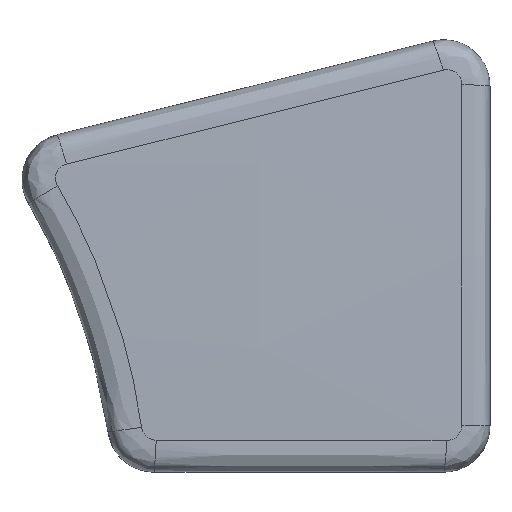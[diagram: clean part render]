
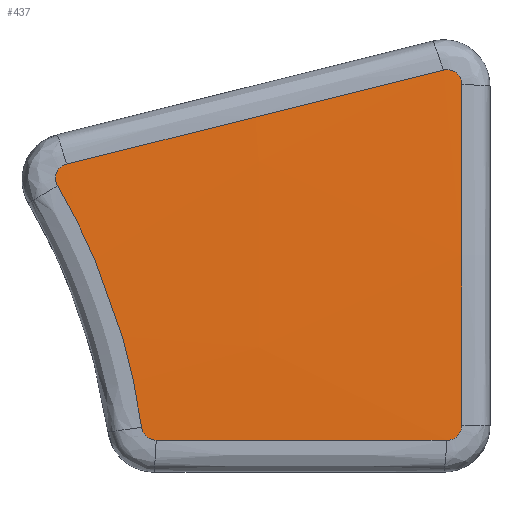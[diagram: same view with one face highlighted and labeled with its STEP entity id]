
A CAD part, top view. The second image highlights one B-rep face of the part: STEP entity #437.
In plain terms, the highlighted spherical face has radius 425 mm.
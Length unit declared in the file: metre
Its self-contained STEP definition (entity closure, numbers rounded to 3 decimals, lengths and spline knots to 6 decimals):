
#27=SPHERICAL_SURFACE('',#494,0.425);
#59=B_SPLINE_CURVE_WITH_KNOTS('',3,(#722,#723,#724,#725),.UNSPECIFIED.,
 .F.,.F.,(4,4),(0.,1.),.UNSPECIFIED.);
#60=B_SPLINE_CURVE_WITH_KNOTS('',3,(#728,#729,#730,#731),.UNSPECIFIED.,
 .F.,.F.,(4,4),(0.,1.),.UNSPECIFIED.);
#61=B_SPLINE_CURVE_WITH_KNOTS('',3,(#733,#734,#735,#736),.UNSPECIFIED.,
 .F.,.F.,(4,4),(0.,1.),.UNSPECIFIED.);
#62=B_SPLINE_CURVE_WITH_KNOTS('',3,(#738,#739,#740,#741),.UNSPECIFIED.,
 .F.,.F.,(4,4),(0.,1.),.UNSPECIFIED.);
#63=B_SPLINE_CURVE_WITH_KNOTS('',3,(#743,#744,#745,#746,#747),
 .UNSPECIFIED.,.F.,.F.,(4,1,4),(0.,0.5,1.),.UNSPECIFIED.);
#64=B_SPLINE_CURVE_WITH_KNOTS('',3,(#749,#750,#751,#752),.UNSPECIFIED.,
 .F.,.F.,(4,4),(0.,1.),.UNSPECIFIED.);
#65=B_SPLINE_CURVE_WITH_KNOTS('',3,(#754,#755,#756,#757,#758),
 .UNSPECIFIED.,.F.,.F.,(4,1,4),(0.,0.499999,0.999998),
 .UNSPECIFIED.);
#66=B_SPLINE_CURVE_WITH_KNOTS('',3,(#760,#761,#762,#763),.UNSPECIFIED.,
 .F.,.F.,(4,4),(0.,1.),.UNSPECIFIED.);
#117=ORIENTED_EDGE('',*,*,#233,.T.);
#118=ORIENTED_EDGE('',*,*,#234,.T.);
#119=ORIENTED_EDGE('',*,*,#235,.T.);
#120=ORIENTED_EDGE('',*,*,#236,.T.);
#121=ORIENTED_EDGE('',*,*,#237,.T.);
#122=ORIENTED_EDGE('',*,*,#238,.T.);
#123=ORIENTED_EDGE('',*,*,#239,.T.);
#124=ORIENTED_EDGE('',*,*,#240,.T.);
#233=EDGE_CURVE('',#287,#288,#59,.T.);
#234=EDGE_CURVE('',#288,#289,#60,.T.);
#235=EDGE_CURVE('',#289,#290,#61,.T.);
#236=EDGE_CURVE('',#290,#291,#62,.T.);
#237=EDGE_CURVE('',#291,#292,#63,.T.);
#238=EDGE_CURVE('',#292,#293,#64,.T.);
#239=EDGE_CURVE('',#293,#294,#65,.T.);
#240=EDGE_CURVE('',#294,#287,#66,.T.);
#287=VERTEX_POINT('',#726);
#288=VERTEX_POINT('',#727);
#289=VERTEX_POINT('',#732);
#290=VERTEX_POINT('',#737);
#291=VERTEX_POINT('',#742);
#292=VERTEX_POINT('',#748);
#293=VERTEX_POINT('',#753);
#294=VERTEX_POINT('',#759);
#354=EDGE_LOOP('',(#117,#118,#119,#120,#121,#122,#123,#124));
#392=FACE_BOUND('',#354,.T.);
#437=ADVANCED_FACE('',(#392),#27,.T.);
#494=AXIS2_PLACEMENT_3D('',#721,#571,#572);
#571=DIRECTION('',(1.,0.,0.));
#572=DIRECTION('',(0.,0.,1.));
#721=CARTESIAN_POINT('',(0.038795,-0.00334,-0.387661));
#722=CARTESIAN_POINT('',(0.068726,0.000879,0.036263));
#723=CARTESIAN_POINT('',(0.068774,0.000532,0.036263));
#724=CARTESIAN_POINT('',(0.069071,0.000273,0.036244));
#725=CARTESIAN_POINT('',(0.069422,0.000273,0.036219));
#726=CARTESIAN_POINT('',(0.068726,0.000879,0.036263));
#727=CARTESIAN_POINT('',(0.069422,0.000273,0.036219));
#728=CARTESIAN_POINT('',(0.069422,0.000273,0.036219));
#729=CARTESIAN_POINT('',(0.07404,0.000273,0.035885));
#730=CARTESIAN_POINT('',(0.078652,0.000273,0.035476));
#731=CARTESIAN_POINT('',(0.083257,0.000273,0.034992));
#732=CARTESIAN_POINT('',(0.083257,0.000273,0.034992));
#733=CARTESIAN_POINT('',(0.083257,0.000273,0.034992));
#734=CARTESIAN_POINT('',(0.083644,0.000273,0.034951));
#735=CARTESIAN_POINT('',(0.083959,0.000587,0.034915));
#736=CARTESIAN_POINT('',(0.083959,0.000975,0.034911));
#737=CARTESIAN_POINT('',(0.083959,0.000975,0.034911));
#738=CARTESIAN_POINT('',(0.083959,0.000975,0.034911));
#739=CARTESIAN_POINT('',(0.083959,0.006383,0.034855));
#740=CARTESIAN_POINT('',(0.083959,0.011791,0.034696));
#741=CARTESIAN_POINT('',(0.083959,0.017193,0.034433));
#742=CARTESIAN_POINT('',(0.083959,0.017193,0.034433));
#743=CARTESIAN_POINT('',(0.083959,0.017193,0.034433));
#744=CARTESIAN_POINT('',(0.083959,0.01741,0.034423));
#745=CARTESIAN_POINT('',(0.083748,0.017826,0.034425));
#746=CARTESIAN_POINT('',(0.083297,0.017927,0.034468));
#747=CARTESIAN_POINT('',(0.083087,0.017874,0.034492));
#748=CARTESIAN_POINT('',(0.083087,0.017874,0.034492));
#749=CARTESIAN_POINT('',(0.083087,0.017874,0.034492));
#750=CARTESIAN_POINT('',(0.077453,0.01647,0.035154));
#751=CARTESIAN_POINT('',(0.071478,0.01498,0.035735));
#752=CARTESIAN_POINT('',(0.065164,0.013406,0.03619));
#753=CARTESIAN_POINT('',(0.065164,0.013406,0.03619));
#754=CARTESIAN_POINT('',(0.065164,0.013406,0.03619));
#755=CARTESIAN_POINT('',(0.064948,0.013352,0.036205));
#756=CARTESIAN_POINT('',(0.06459,0.013035,0.03624));
#757=CARTESIAN_POINT('',(0.064616,0.012559,0.036256));
#758=CARTESIAN_POINT('',(0.064729,0.012367,0.036256));
#759=CARTESIAN_POINT('',(0.064729,0.012367,0.036256));
#760=CARTESIAN_POINT('',(0.064729,0.012367,0.036256));
#761=CARTESIAN_POINT('',(0.066809,0.00884,0.03626));
#762=CARTESIAN_POINT('',(0.068168,0.004936,0.036262));
#763=CARTESIAN_POINT('',(0.068726,0.000879,0.036263));
